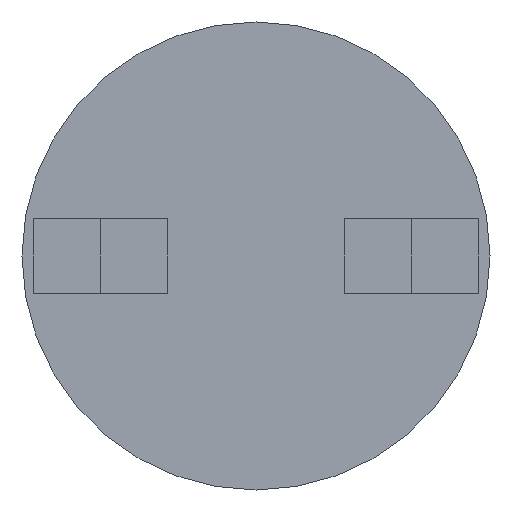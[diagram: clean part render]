
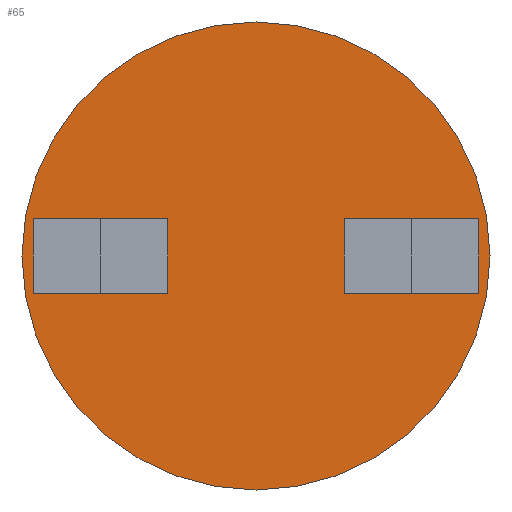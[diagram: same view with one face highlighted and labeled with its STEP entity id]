
A CAD part, front view. The second image highlights one B-rep face of the part: STEP entity #65.
In plain terms, the highlighted planar face has unit normal (0, -1, 0).
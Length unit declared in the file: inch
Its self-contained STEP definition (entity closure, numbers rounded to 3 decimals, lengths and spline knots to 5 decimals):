
#2 = PLANE ( 'NONE',  #591 ) ;
#6 = CARTESIAN_POINT ( 'NONE',  ( -0.04156, 0., -0.01 ) ) ;
#29 = EDGE_LOOP ( 'NONE', ( #114, #807, #1036, #674 ) ) ;
#34 = CARTESIAN_POINT ( 'NONE',  ( -0.04156, 0., 0.01 ) ) ;
#36 = VERTEX_POINT ( 'NONE', #47 ) ;
#46 = ORIENTED_EDGE ( 'NONE', *, *, #269, .F. ) ;
#47 = CARTESIAN_POINT ( 'NONE',  ( 0., 0., -0.0625 ) ) ;
#57 = DIRECTION ( 'NONE',  ( 0., 1., 0. ) ) ;
#61 = LINE ( 'NONE', #969, #249 ) ;
#65 = ADVANCED_FACE ( 'NONE', ( #659, #518, #1021 ), #2, .T. ) ;
#73 = VERTEX_POINT ( 'NONE', #725 ) ;
#76 = CARTESIAN_POINT ( 'NONE',  ( 0., 0., 0. ) ) ;
#85 = CARTESIAN_POINT ( 'NONE',  ( 0.02356, 0., -0.01 ) ) ;
#99 = LINE ( 'NONE', #85, #903 ) ;
#114 = ORIENTED_EDGE ( 'NONE', *, *, #610, .F. ) ;
#134 = CIRCLE ( 'NONE', #1005, 0.0625 ) ;
#171 = CARTESIAN_POINT ( 'NONE',  ( -0.04156, 0., 0. ) ) ;
#200 = VECTOR ( 'NONE', #426, 39.37008 ) ;
#224 = VERTEX_POINT ( 'NONE', #711 ) ;
#226 = LINE ( 'NONE', #830, #397 ) ;
#240 = CARTESIAN_POINT ( 'NONE',  ( 0.04156, 0., -0.01 ) ) ;
#249 = VECTOR ( 'NONE', #384, 39.37008 ) ;
#255 = ORIENTED_EDGE ( 'NONE', *, *, #788, .F. ) ;
#261 = DIRECTION ( 'NONE',  ( 0., 0., 1. ) ) ;
#262 = CIRCLE ( 'NONE', #876, 0.0625 ) ;
#267 = EDGE_LOOP ( 'NONE', ( #255, #379, #676, #436 ) ) ;
#269 = EDGE_CURVE ( 'NONE', #36, #371, #134, .T. ) ;
#321 = DIRECTION ( 'NONE',  ( -1., 0., 0. ) ) ;
#335 = EDGE_CURVE ( 'NONE', #73, #859, #486, .T. ) ;
#352 = EDGE_CURVE ( 'NONE', #773, #477, #226, .T. ) ;
#371 = VERTEX_POINT ( 'NONE', #480 ) ;
#379 = ORIENTED_EDGE ( 'NONE', *, *, #710, .T. ) ;
#384 = DIRECTION ( 'NONE',  ( 0., 0., 1. ) ) ;
#397 = VECTOR ( 'NONE', #321, 39.37008 ) ;
#398 = EDGE_LOOP ( 'NONE', ( #909, #46 ) ) ;
#415 = CARTESIAN_POINT ( 'NONE',  ( 0., 0., 0. ) ) ;
#426 = DIRECTION ( 'NONE',  ( 1., 0., 0. ) ) ;
#436 = ORIENTED_EDGE ( 'NONE', *, *, #352, .F. ) ;
#440 = EDGE_CURVE ( 'NONE', #524, #814, #825, .T. ) ;
#456 = DIRECTION ( 'NONE',  ( -1., 0., 0. ) ) ;
#464 = EDGE_CURVE ( 'NONE', #844, #477, #550, .T. ) ;
#477 = VERTEX_POINT ( 'NONE', #34 ) ;
#480 = CARTESIAN_POINT ( 'NONE',  ( 0., 0., 0.0625 ) ) ;
#486 = LINE ( 'NONE', #883, #628 ) ;
#489 = DIRECTION ( 'NONE',  ( 1., 0., 0. ) ) ;
#504 = CARTESIAN_POINT ( 'NONE',  ( -0.02356, 0., 0.01 ) ) ;
#518 = FACE_BOUND ( 'NONE', #267, .T. ) ;
#524 = VERTEX_POINT ( 'NONE', #931 ) ;
#550 = LINE ( 'NONE', #171, #783 ) ;
#551 = VECTOR ( 'NONE', #962, 39.37008 ) ;
#568 = VECTOR ( 'NONE', #456, 39.37008 ) ;
#591 = AXIS2_PLACEMENT_3D ( 'NONE', #76, #816, #971 ) ;
#610 = EDGE_CURVE ( 'NONE', #859, #814, #848, .T. ) ;
#621 = DIRECTION ( 'NONE',  ( 0., 0., 1. ) ) ;
#623 = CARTESIAN_POINT ( 'NONE',  ( 0.04156, 0., -0.01 ) ) ;
#628 = VECTOR ( 'NONE', #489, 39.37008 ) ;
#659 = FACE_OUTER_BOUND ( 'NONE', #398, .T. ) ;
#670 = CARTESIAN_POINT ( 'NONE',  ( 0., 0., 0.01 ) ) ;
#674 = ORIENTED_EDGE ( 'NONE', *, *, #440, .T. ) ;
#676 = ORIENTED_EDGE ( 'NONE', *, *, #464, .T. ) ;
#693 = DIRECTION ( 'NONE',  ( 0., 0., 1. ) ) ;
#710 = EDGE_CURVE ( 'NONE', #224, #844, #1029, .T. ) ;
#711 = CARTESIAN_POINT ( 'NONE',  ( -0.02356, 0., -0.01 ) ) ;
#725 = CARTESIAN_POINT ( 'NONE',  ( 0.02356, 0., -0.01 ) ) ;
#727 = CARTESIAN_POINT ( 'NONE',  ( 0., 0., -0.01 ) ) ;
#773 = VERTEX_POINT ( 'NONE', #504 ) ;
#783 = VECTOR ( 'NONE', #693, 39.37008 ) ;
#788 = EDGE_CURVE ( 'NONE', #224, #773, #61, .T. ) ;
#807 = ORIENTED_EDGE ( 'NONE', *, *, #335, .F. ) ;
#814 = VERTEX_POINT ( 'NONE', #901 ) ;
#816 = DIRECTION ( 'NONE',  ( 0., -1., 0. ) ) ;
#824 = EDGE_CURVE ( 'NONE', #73, #524, #99, .T. ) ;
#825 = LINE ( 'NONE', #670, #200 ) ;
#830 = CARTESIAN_POINT ( 'NONE',  ( 0., 0., 0.01 ) ) ;
#843 = DIRECTION ( 'NONE',  ( 0., 1., 0. ) ) ;
#844 = VERTEX_POINT ( 'NONE', #6 ) ;
#848 = LINE ( 'NONE', #623, #551 ) ;
#859 = VERTEX_POINT ( 'NONE', #240 ) ;
#874 = DIRECTION ( 'NONE',  ( 0., 0., 1. ) ) ;
#876 = AXIS2_PLACEMENT_3D ( 'NONE', #966, #57, #621 ) ;
#883 = CARTESIAN_POINT ( 'NONE',  ( 0., 0., -0.01 ) ) ;
#895 = EDGE_CURVE ( 'NONE', #371, #36, #262, .T. ) ;
#901 = CARTESIAN_POINT ( 'NONE',  ( 0.04156, 0., 0.01 ) ) ;
#903 = VECTOR ( 'NONE', #874, 39.37008 ) ;
#909 = ORIENTED_EDGE ( 'NONE', *, *, #895, .F. ) ;
#931 = CARTESIAN_POINT ( 'NONE',  ( 0.02356, 0., 0.01 ) ) ;
#962 = DIRECTION ( 'NONE',  ( 0., 0., 1. ) ) ;
#966 = CARTESIAN_POINT ( 'NONE',  ( 0., 0., 0. ) ) ;
#969 = CARTESIAN_POINT ( 'NONE',  ( -0.02356, 0., 0. ) ) ;
#971 = DIRECTION ( 'NONE',  ( 0., 0., -1. ) ) ;
#1005 = AXIS2_PLACEMENT_3D ( 'NONE', #415, #843, #261 ) ;
#1021 = FACE_BOUND ( 'NONE', #29, .T. ) ;
#1029 = LINE ( 'NONE', #727, #568 ) ;
#1036 = ORIENTED_EDGE ( 'NONE', *, *, #824, .T. ) ;
